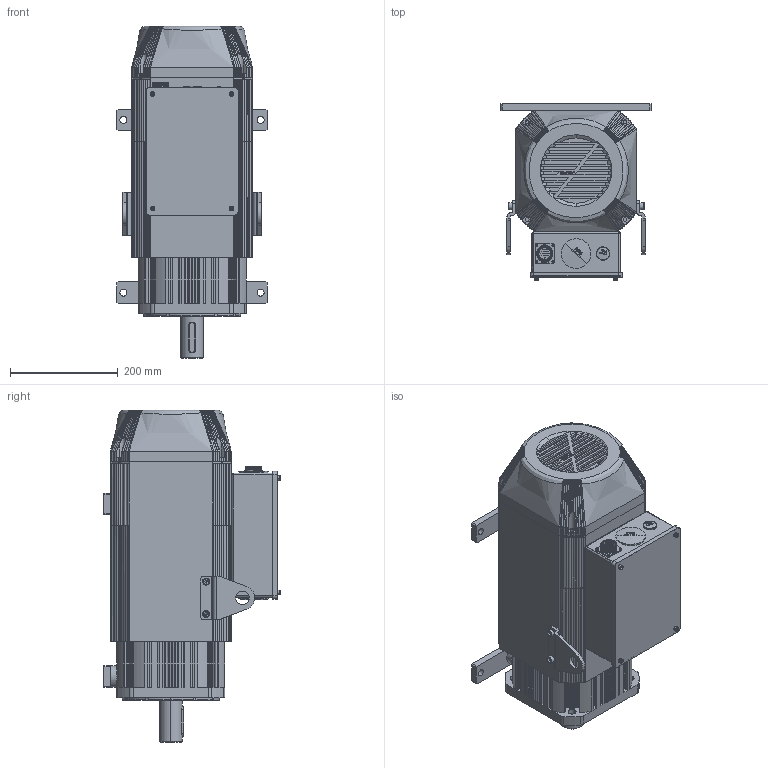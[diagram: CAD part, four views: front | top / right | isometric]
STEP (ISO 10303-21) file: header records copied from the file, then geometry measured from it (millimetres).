
FILE_DESCRIPTION (( 'STEP AP203' ), '1' );
FILE_NAME ('10002030101-0036-SV-X7VMM20-15D15CH-DB0F-0BH-4僇俋倛芞.STEP', '2025-10-29T03:19:09', ( '' ), ( '' ), 'SwSTEP 2.0', 'SolidWorks 2021', '' );
FILE_SCHEMA (( 'CONFIG_CONTROL_DESIGN' ));
Products named in the file (1): 10002030101-0036-SV-X7VMM20-15D15CH-DB0F-0BH-4僇俋倛芞
Bounding box: 278 x 326.5 x 614.9 mm (x, y, z)
Volume: 23469271.8 mm3; surface area: 1143337.3 mm2
Topology: 8 solids, 48 shells, 3834 faces, 10437 edges, 6654 vertices
Faces by surface type: plane 1629, cylinder 1202, bspline 459, cone 241, torus 193, sphere 110
Entity records: 162557 total; most frequent: CARTESIAN_POINT 68497, ORIENTED_EDGE 20434, DIRECTION 18852, EDGE_CURVE 10217, AXIS2_PLACEMENT_3D 6961, VERTEX_POINT 6598, LINE 4930, VECTOR 4930
